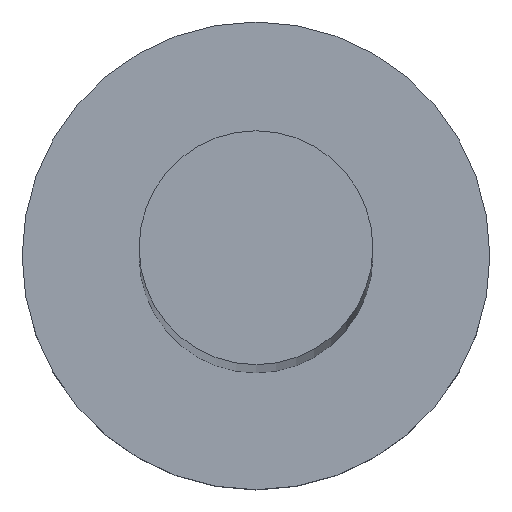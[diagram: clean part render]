
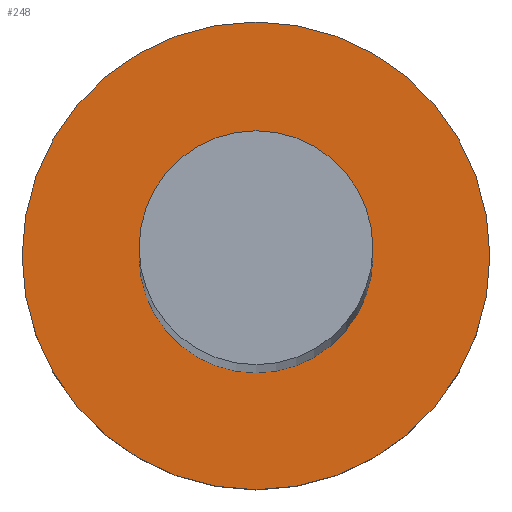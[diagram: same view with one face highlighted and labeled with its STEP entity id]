
A CAD part, top view. The second image highlights one B-rep face of the part: STEP entity #248.
In plain terms, the highlighted planar face has unit normal (0, 0, 1).
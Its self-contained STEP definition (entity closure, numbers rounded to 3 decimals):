
#6 = ORIENTED_EDGE ( 'NONE', *, *, #171, .F. ) ;
#11 = AXIS2_PLACEMENT_3D ( 'NONE', #208, #123, #205 ) ;
#12 = CARTESIAN_POINT ( 'NONE',  ( 2.5, 0., 3. ) ) ;
#26 = EDGE_CURVE ( 'NONE', #215, #186, #253, .T. ) ;
#49 = EDGE_LOOP ( 'NONE', ( #220, #178 ) ) ;
#51 = FACE_OUTER_BOUND ( 'NONE', #49, .T. ) ;
#55 = DIRECTION ( 'NONE',  ( 0., 0., 1. ) ) ;
#72 = DIRECTION ( 'NONE',  ( 0., 0., 1. ) ) ;
#73 = CIRCLE ( 'NONE', #167, 5. ) ;
#79 = AXIS2_PLACEMENT_3D ( 'NONE', #182, #156, #242 ) ;
#86 = FACE_BOUND ( 'NONE', #177, .T. ) ;
#103 = CARTESIAN_POINT ( 'NONE',  ( 0., 0., 3. ) ) ;
#104 = PLANE ( 'NONE',  #79 ) ;
#113 = CARTESIAN_POINT ( 'NONE',  ( 0., 0., 3. ) ) ;
#120 = VERTEX_POINT ( 'NONE', #247 ) ;
#123 = DIRECTION ( 'NONE',  ( 0., 0., 1. ) ) ;
#125 = DIRECTION ( 'NONE',  ( 1., 0., 0. ) ) ;
#126 = AXIS2_PLACEMENT_3D ( 'NONE', #113, #194, #173 ) ;
#127 = CIRCLE ( 'NONE', #11, 5. ) ;
#140 = CARTESIAN_POINT ( 'NONE',  ( 5., 0., 3. ) ) ;
#156 = DIRECTION ( 'NONE',  ( 0., 0., 1. ) ) ;
#167 = AXIS2_PLACEMENT_3D ( 'NONE', #226, #72, #125 ) ;
#171 = EDGE_CURVE ( 'NONE', #186, #215, #185, .T. ) ;
#173 = DIRECTION ( 'NONE',  ( 1., 0., 0. ) ) ;
#177 = EDGE_LOOP ( 'NONE', ( #6, #254 ) ) ;
#178 = ORIENTED_EDGE ( 'NONE', *, *, #200, .T. ) ;
#180 = DIRECTION ( 'NONE',  ( 1., 0., 0. ) ) ;
#181 = CARTESIAN_POINT ( 'NONE',  ( -2.5, 0., 3. ) ) ;
#182 = CARTESIAN_POINT ( 'NONE',  ( 0., 0., 3. ) ) ;
#185 = CIRCLE ( 'NONE', #209, 2.5 ) ;
#186 = VERTEX_POINT ( 'NONE', #181 ) ;
#194 = DIRECTION ( 'NONE',  ( 0., 0., 1. ) ) ;
#199 = VERTEX_POINT ( 'NONE', #140 ) ;
#200 = EDGE_CURVE ( 'NONE', #199, #120, #73, .T. ) ;
#205 = DIRECTION ( 'NONE',  ( 1., 0., 0. ) ) ;
#208 = CARTESIAN_POINT ( 'NONE',  ( 0., 0., 3. ) ) ;
#209 = AXIS2_PLACEMENT_3D ( 'NONE', #103, #55, #180 ) ;
#212 = EDGE_CURVE ( 'NONE', #120, #199, #127, .T. ) ;
#215 = VERTEX_POINT ( 'NONE', #12 ) ;
#220 = ORIENTED_EDGE ( 'NONE', *, *, #212, .T. ) ;
#226 = CARTESIAN_POINT ( 'NONE',  ( 0., 0., 3. ) ) ;
#242 = DIRECTION ( 'NONE',  ( 1., 0., 0. ) ) ;
#247 = CARTESIAN_POINT ( 'NONE',  ( -5., 0., 3. ) ) ;
#248 = ADVANCED_FACE ( 'NONE', ( #86, #51 ), #104, .T. ) ;
#253 = CIRCLE ( 'NONE', #126, 2.5 ) ;
#254 = ORIENTED_EDGE ( 'NONE', *, *, #26, .F. ) ;
